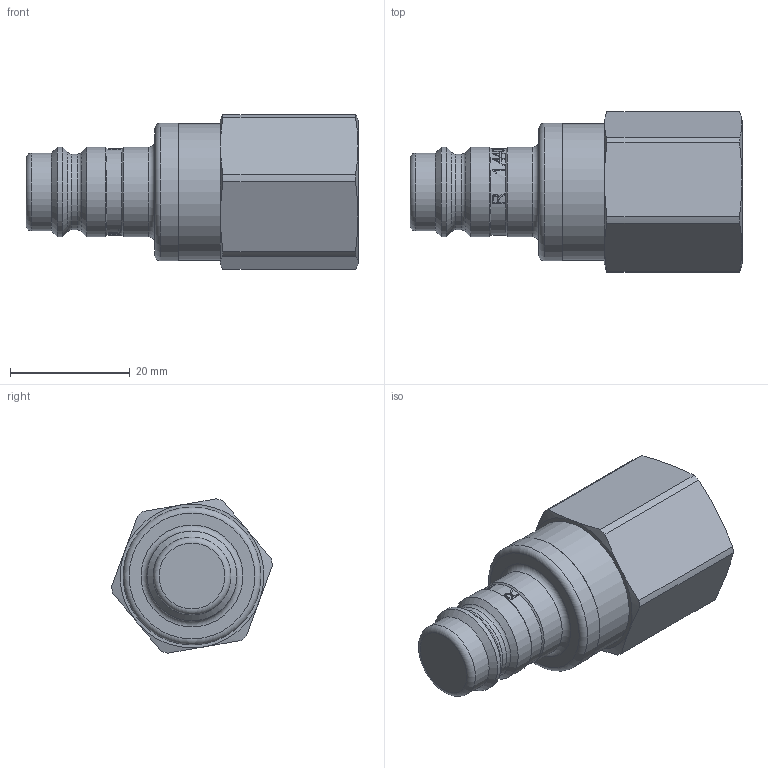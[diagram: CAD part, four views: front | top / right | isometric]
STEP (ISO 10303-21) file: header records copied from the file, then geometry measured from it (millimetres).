
FILE_DESCRIPTION((''),'2;1');
FILE_NAME('27sbiw17evx.stp','2013-04-08T13:31:21',('IA176480'),(''),'Autodesk Inventor 2011','Autodesk Inventor 2011','');
FILE_SCHEMA(('AUTOMOTIVE_DESIGN { 1 0 10303 214 1 1 1 1 }'));
Length unit declared in the file: millimetre
Products named in the file (1): D106289
Bounding box: 55.4 x 26.83 x 25.77 mm (x, y, z)
Volume: 17207.9 mm3; surface area: 5218 mm2
Topology: 1 solids, 2 shells, 236 faces, 592 edges, 385 vertices
Faces by surface type: plane 98, bspline 74, cylinder 39, cone 20, torus 5
Full cylindrical faces by diameter (mm): 12.65 x1, 13 x1, 14.5 x1, 14.95 x1, 15 x3, 19.877 x1, 20.3 x1, 22.75 x1, 23 x1
Entity records: 25702 total; most frequent: CARTESIAN_POINT 20515, ORIENTED_EDGE 1132, DIRECTION 759, EDGE_CURVE 566, VERTEX_POINT 383, EDGE_LOOP 287, AXIS2_PLACEMENT_3D 273, FACE_OUTER_BOUND 236
